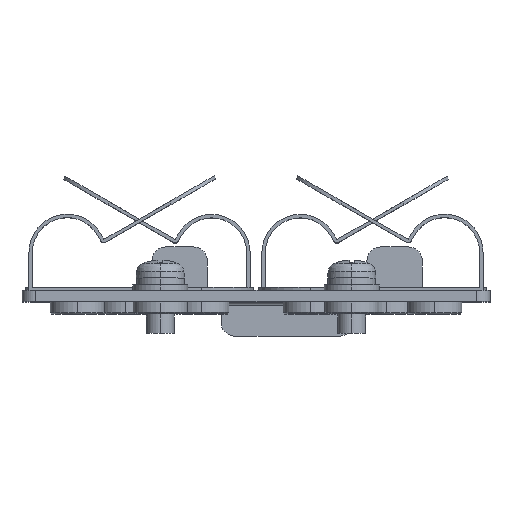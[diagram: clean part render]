
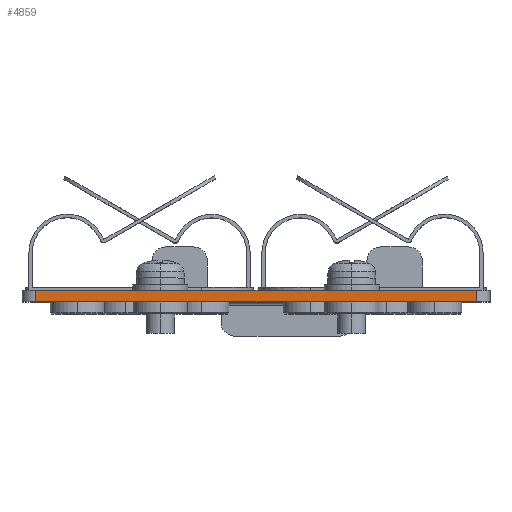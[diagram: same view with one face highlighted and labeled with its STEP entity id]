
A CAD part, top view. The second image highlights one B-rep face of the part: STEP entity #4859.
In plain terms, the highlighted planar face has unit normal (0, 0, 1).
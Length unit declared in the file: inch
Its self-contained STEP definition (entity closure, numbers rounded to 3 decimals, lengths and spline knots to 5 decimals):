
#161 = DIRECTION ( 'NONE',  ( 1., 0., 0. ) ) ;
#538 = CARTESIAN_POINT ( 'NONE',  ( 1.33268, 0.06299, 0. ) ) ;
#911 = VERTEX_POINT ( 'NONE', #14796 ) ;
#961 = LINE ( 'NONE', #16379, #15684 ) ;
#1031 = DIRECTION ( 'NONE',  ( 0., 0., -1. ) ) ;
#1046 = ORIENTED_EDGE ( 'NONE', *, *, #7140, .F. ) ;
#1094 = ORIENTED_EDGE ( 'NONE', *, *, #21431, .F. ) ;
#1898 = VECTOR ( 'NONE', #7608, 39.37008 ) ;
#2721 = DIRECTION ( 'NONE',  ( -1., 0., 0. ) ) ;
#3035 = VERTEX_POINT ( 'NONE', #16646 ) ;
#4236 = VERTEX_POINT ( 'NONE', #21006 ) ;
#4859 = ADVANCED_FACE ( 'NONE', ( #10027 ), #16255, .F. ) ;
#7108 = AXIS2_PLACEMENT_3D ( 'NONE', #10982, #1031, #2721 ) ;
#7140 = EDGE_CURVE ( 'NONE', #3035, #4236, #8285, .T. ) ;
#7212 = DIRECTION ( 'NONE',  ( 1., 0., 0. ) ) ;
#7608 = DIRECTION ( 'NONE',  ( 0., 1., 0. ) ) ;
#8285 = LINE ( 'NONE', #9308, #1898 ) ;
#9161 = LINE ( 'NONE', #11962, #21330 ) ;
#9308 = CARTESIAN_POINT ( 'NONE',  ( 0.07874, 0.0315, 0. ) ) ;
#10027 = FACE_OUTER_BOUND ( 'NONE', #19954, .T. ) ;
#10726 = CARTESIAN_POINT ( 'NONE',  ( 2.58661, 0., 0. ) ) ;
#10729 = EDGE_CURVE ( 'NONE', #4236, #911, #11833, .T. ) ;
#10982 = CARTESIAN_POINT ( 'NONE',  ( 1.33268, 0.0315, 0. ) ) ;
#11833 = LINE ( 'NONE', #538, #13450 ) ;
#11962 = CARTESIAN_POINT ( 'NONE',  ( 1.33268, 0., 0. ) ) ;
#13450 = VECTOR ( 'NONE', #7212, 39.37008 ) ;
#14442 = DIRECTION ( 'NONE',  ( 0., -1., 0. ) ) ;
#14796 = CARTESIAN_POINT ( 'NONE',  ( 2.58661, 0.06299, 0. ) ) ;
#15292 = ORIENTED_EDGE ( 'NONE', *, *, #10729, .F. ) ;
#15684 = VECTOR ( 'NONE', #14442, 39.37008 ) ;
#16255 = PLANE ( 'NONE',  #7108 ) ;
#16379 = CARTESIAN_POINT ( 'NONE',  ( 2.58661, 0.97703, 0. ) ) ;
#16646 = CARTESIAN_POINT ( 'NONE',  ( 0.07874, 0., 0. ) ) ;
#18412 = ORIENTED_EDGE ( 'NONE', *, *, #21686, .T. ) ;
#19954 = EDGE_LOOP ( 'NONE', ( #1046, #18412, #1094, #15292 ) ) ;
#21006 = CARTESIAN_POINT ( 'NONE',  ( 0.07874, 0.06299, 0. ) ) ;
#21049 = VERTEX_POINT ( 'NONE', #10726 ) ;
#21330 = VECTOR ( 'NONE', #161, 39.37008 ) ;
#21431 = EDGE_CURVE ( 'NONE', #911, #21049, #961, .T. ) ;
#21686 = EDGE_CURVE ( 'NONE', #3035, #21049, #9161, .T. ) ;
